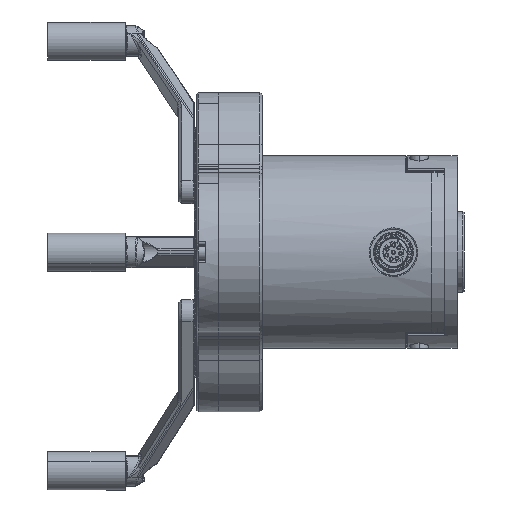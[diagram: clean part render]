
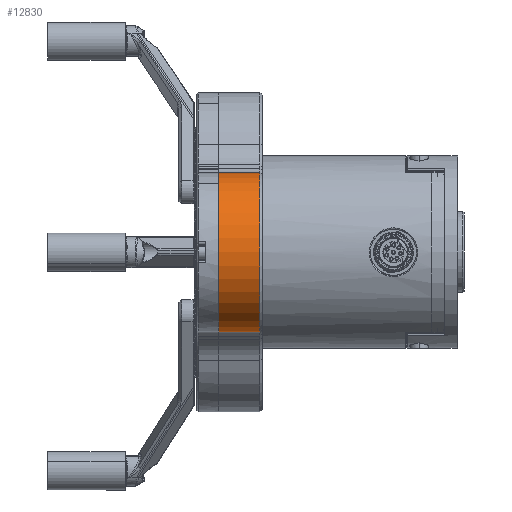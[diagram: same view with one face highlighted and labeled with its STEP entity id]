
A CAD part, left-side view. The second image highlights one B-rep face of the part: STEP entity #12830.
In plain terms, the highlighted cylindrical face has radius 31 mm (diameter 62 mm), a partial arc.
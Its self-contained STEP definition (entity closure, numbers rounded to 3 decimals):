
#265 = VERTEX_POINT ( 'NONE', #35812 ) ;
#839 = ORIENTED_EDGE ( 'NONE', *, *, #46709, .T. ) ;
#5205 = AXIS2_PLACEMENT_3D ( 'NONE', #85221, #6519, #46541 ) ;
#6519 = DIRECTION ( 'NONE',  ( 0., 1., 0. ) ) ;
#6589 = EDGE_CURVE ( 'NONE', #265, #20722, #8179, .T. ) ;
#8179 = LINE ( 'NONE', #34736, #37206 ) ;
#9332 = DIRECTION ( 'NONE',  ( 0., -1., 0. ) ) ;
#9779 = LINE ( 'NONE', #15029, #20921 ) ;
#12830 = ADVANCED_FACE ( 'NONE', ( #79435 ), #19397, .T. ) ;
#12990 = DIRECTION ( 'NONE',  ( 0., 1., 0. ) ) ;
#15029 = CARTESIAN_POINT ( 'NONE',  ( -30.754, 27.539, 44.43 ) ) ;
#19397 = CYLINDRICAL_SURFACE ( 'NONE', #29441, 31. ) ;
#20722 = VERTEX_POINT ( 'NONE', #28866 ) ;
#20921 = VECTOR ( 'NONE', #9332, 1000. ) ;
#21734 = EDGE_LOOP ( 'NONE', ( #839, #75176, #40489, #84714 ) ) ;
#24037 = EDGE_CURVE ( 'NONE', #44720, #20722, #43014, .T. ) ;
#28866 = CARTESIAN_POINT ( 'NONE',  ( -30.754, 47.539, 105.57 ) ) ;
#29441 = AXIS2_PLACEMENT_3D ( 'NONE', #44354, #30824, #39841 ) ;
#30824 = DIRECTION ( 'NONE',  ( 0., 1., 0. ) ) ;
#34736 = CARTESIAN_POINT ( 'NONE',  ( -30.754, 27.539, 105.57 ) ) ;
#35812 = CARTESIAN_POINT ( 'NONE',  ( -30.754, 31.539, 105.57 ) ) ;
#37057 = EDGE_CURVE ( 'NONE', #54483, #265, #59421, .T. ) ;
#37206 = VECTOR ( 'NONE', #12990, 1000. ) ;
#39841 = DIRECTION ( 'NONE',  ( 1., 0., 0. ) ) ;
#40489 = ORIENTED_EDGE ( 'NONE', *, *, #6589, .T. ) ;
#43014 = CIRCLE ( 'NONE', #49961, 31. ) ;
#44354 = CARTESIAN_POINT ( 'NONE',  ( -35.899, 27.539, 75. ) ) ;
#44720 = VERTEX_POINT ( 'NONE', #50740 ) ;
#46541 = DIRECTION ( 'NONE',  ( 1., 0., 0. ) ) ;
#46709 = EDGE_CURVE ( 'NONE', #44720, #54483, #9779, .T. ) ;
#49961 = AXIS2_PLACEMENT_3D ( 'NONE', #52389, #80217, #79380 ) ;
#50740 = CARTESIAN_POINT ( 'NONE',  ( -30.754, 47.539, 44.43 ) ) ;
#52389 = CARTESIAN_POINT ( 'NONE',  ( -35.899, 47.539, 75. ) ) ;
#54483 = VERTEX_POINT ( 'NONE', #73569 ) ;
#59421 = CIRCLE ( 'NONE', #5205, 31. ) ;
#73569 = CARTESIAN_POINT ( 'NONE',  ( -30.754, 31.539, 44.43 ) ) ;
#75176 = ORIENTED_EDGE ( 'NONE', *, *, #37057, .T. ) ;
#79380 = DIRECTION ( 'NONE',  ( 1., 0., 0. ) ) ;
#79435 = FACE_OUTER_BOUND ( 'NONE', #21734, .T. ) ;
#80217 = DIRECTION ( 'NONE',  ( 0., 1., 0. ) ) ;
#84714 = ORIENTED_EDGE ( 'NONE', *, *, #24037, .F. ) ;
#85221 = CARTESIAN_POINT ( 'NONE',  ( -35.899, 31.539, 75. ) ) ;
